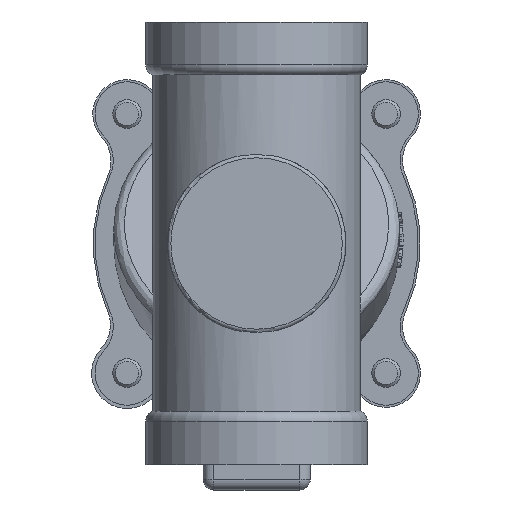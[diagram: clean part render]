
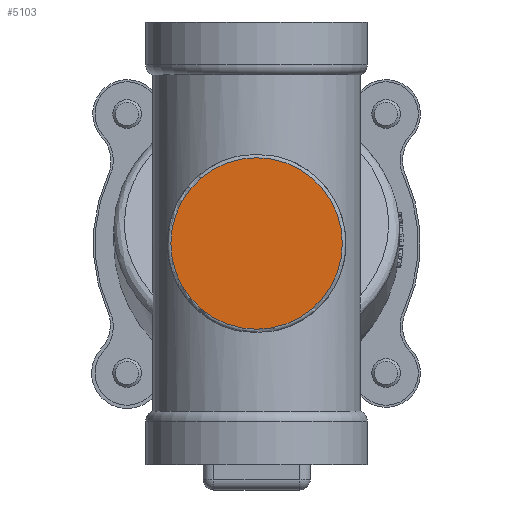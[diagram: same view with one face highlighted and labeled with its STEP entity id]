
A CAD part, front view. The second image highlights one B-rep face of the part: STEP entity #5103.
In plain terms, the highlighted planar face has unit normal (0, -1, 0).
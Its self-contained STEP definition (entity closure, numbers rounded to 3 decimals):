
#245=CIRCLE('',#5586,24.);
#440=PLANE('',#5591);
#688=FACE_OUTER_BOUND('',#1005,.T.);
#1005=EDGE_LOOP('',(#3935));
#2229=VERTEX_POINT('',#9305);
#2841=EDGE_CURVE('',#2229,#2229,#245,.T.);
#3935=ORIENTED_EDGE('',*,*,#2841,.F.);
#5103=ADVANCED_FACE('',(#688),#440,.F.);
#5586=AXIS2_PLACEMENT_3D('',#9306,#6552,#6553);
#5591=AXIS2_PLACEMENT_3D('',#9378,#6562,#6563);
#6552=DIRECTION('center_axis',(0.,1.,0.));
#6553=DIRECTION('ref_axis',(-1.,0.,0.));
#6562=DIRECTION('center_axis',(0.,1.,0.));
#6563=DIRECTION('ref_axis',(0.,0.,1.));
#9305=CARTESIAN_POINT('',(0.,-29.41,86.));
#9306=CARTESIAN_POINT('Origin',(0.,-29.41,62.));
#9378=CARTESIAN_POINT('Origin',(0.,-29.41,62.));
